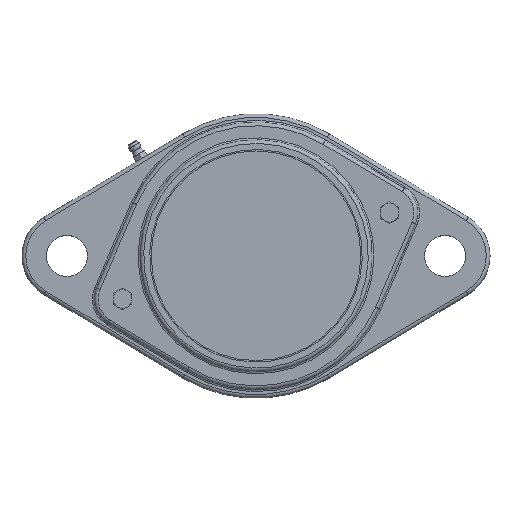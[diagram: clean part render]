
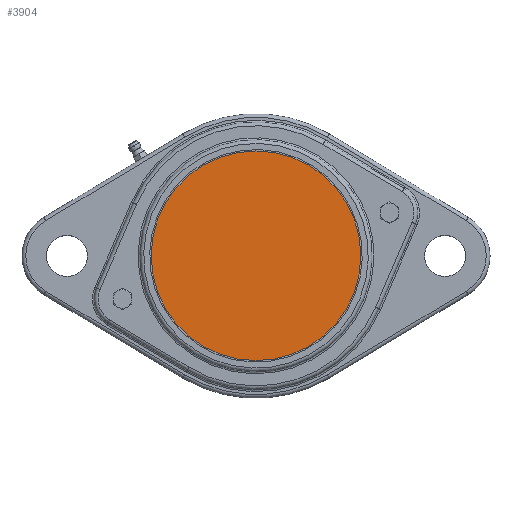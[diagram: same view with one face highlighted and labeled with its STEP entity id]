
A CAD part, top view. The second image highlights one B-rep face of the part: STEP entity #3904.
In plain terms, the highlighted planar face has unit normal (0, 0, 1).
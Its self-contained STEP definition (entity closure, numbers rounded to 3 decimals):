
#506=PLANE($,#4222);
#791=FACE_OUTER_BOUND($,#1071,.T.);
#1071=EDGE_LOOP($,(#2631));
#1439=CIRCLE($,#4220,56.);
#1715=VERTEX_POINT($,#6074);
#2075=EDGE_CURVE($,#1715,#1715,#1439,.T.);
#2631=ORIENTED_EDGE($,*,*,#2075,.F.);
#3904=ADVANCED_FACE($,(#791),#506,.T.);
#4220=AXIS2_PLACEMENT_3D($,#6075,#4846,#4847);
#4222=AXIS2_PLACEMENT_3D($,#6078,#4850,#4851);
#4846=DIRECTION('center_axis',(0.,0.,-1.));
#4847=DIRECTION('ref_axis',(-1.,0.,0.));
#4850=DIRECTION('center_axis',(0.,0.,1.));
#4851=DIRECTION('ref_axis',(-1.,0.,0.));
#6074=CARTESIAN_POINT('',(97.826,-25.623,-74.201));
#6075=CARTESIAN_POINT('Origin',(41.826,-25.623,-74.201));
#6078=CARTESIAN_POINT('Origin',(41.826,-25.623,-74.201));
